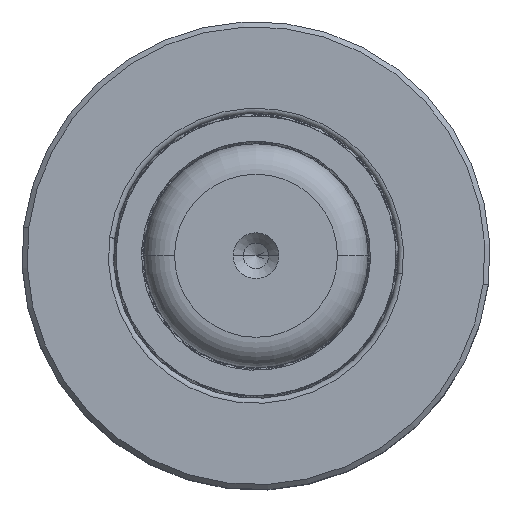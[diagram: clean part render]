
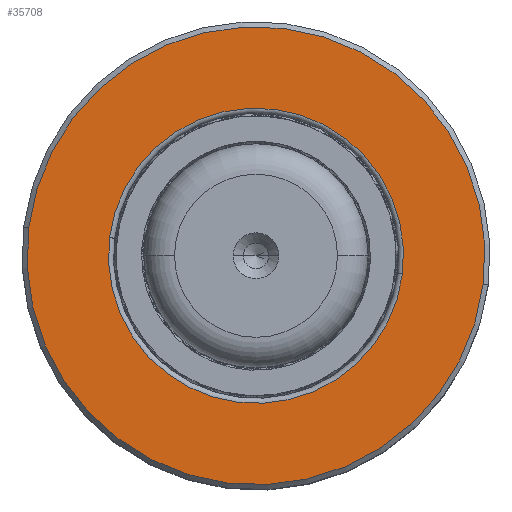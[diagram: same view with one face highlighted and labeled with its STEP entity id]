
A CAD part, top view. The second image highlights one B-rep face of the part: STEP entity #35708.
In plain terms, the highlighted face is planar.
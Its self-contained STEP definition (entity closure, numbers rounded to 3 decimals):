
#3603 = EDGE_CURVE ( 'NONE', #3888, #36270, #33051, .T. ) ;
#3606 = CARTESIAN_POINT ( 'NONE',  ( 22.5, 15.687, 0. ) ) ;
#3888 = VERTEX_POINT ( 'NONE', #39353 ) ;
#4288 = CARTESIAN_POINT ( 'NONE',  ( 0., 15.687, 0. ) ) ;
#8014 = VERTEX_POINT ( 'NONE', #43270 ) ;
#8254 = DIRECTION ( 'NONE',  ( 0., -1., 0. ) ) ;
#8512 = VERTEX_POINT ( 'NONE', #29302 ) ;
#9440 = EDGE_LOOP ( 'NONE', ( #44646, #28273 ) ) ;
#10432 = AXIS2_PLACEMENT_3D ( 'NONE', #20233, #30808, #20090 ) ;
#10789 = CIRCLE ( 'NONE', #25532, 22.5 ) ;
#11913 = CARTESIAN_POINT ( 'NONE',  ( 0., 15.687, 0. ) ) ;
#13272 = EDGE_CURVE ( 'NONE', #8014, #8512, #33871, .T. ) ;
#15537 = FACE_OUTER_BOUND ( 'NONE', #38168, .T. ) ;
#16772 = EDGE_CURVE ( 'NONE', #36270, #3888, #10789, .T. ) ;
#20090 = DIRECTION ( 'NONE',  ( 0., 0., -1. ) ) ;
#20233 = CARTESIAN_POINT ( 'NONE',  ( 0., 15.687, 0. ) ) ;
#21361 = CARTESIAN_POINT ( 'NONE',  ( 0., 15.687, 0. ) ) ;
#21841 = DIRECTION ( 'NONE',  ( 0., 0., -1. ) ) ;
#22455 = DIRECTION ( 'NONE',  ( 0., 0., -1. ) ) ;
#24683 = DIRECTION ( 'NONE',  ( 0., 1., 0. ) ) ;
#25532 = AXIS2_PLACEMENT_3D ( 'NONE', #11913, #8254, #22455 ) ;
#25802 = EDGE_CURVE ( 'NONE', #8512, #8014, #41463, .T. ) ;
#27622 = PLANE ( 'NONE',  #40138 ) ;
#27834 = ORIENTED_EDGE ( 'NONE', *, *, #16772, .F. ) ;
#28227 = DIRECTION ( 'NONE',  ( 0., 0., 1. ) ) ;
#28273 = ORIENTED_EDGE ( 'NONE', *, *, #25802, .T. ) ;
#28654 = FACE_BOUND ( 'NONE', #9440, .T. ) ;
#29302 = CARTESIAN_POINT ( 'NONE',  ( 0., 15.687, 14.5 ) ) ;
#30808 = DIRECTION ( 'NONE',  ( 0., -1., 0. ) ) ;
#31382 = CARTESIAN_POINT ( 'NONE',  ( 0., 15.687, -22.5 ) ) ;
#33051 = CIRCLE ( 'NONE', #10432, 22.5 ) ;
#33871 = CIRCLE ( 'NONE', #36940, 14.5 ) ;
#35708 = ADVANCED_FACE ( 'NONE', ( #28654, #15537 ), #27622, .T. ) ;
#36270 = VERTEX_POINT ( 'NONE', #31382 ) ;
#36940 = AXIS2_PLACEMENT_3D ( 'NONE', #21361, #38831, #38689 ) ;
#38168 = EDGE_LOOP ( 'NONE', ( #27834, #41054 ) ) ;
#38689 = DIRECTION ( 'NONE',  ( 0., 0., -1. ) ) ;
#38831 = DIRECTION ( 'NONE',  ( 0., -1., 0. ) ) ;
#39353 = CARTESIAN_POINT ( 'NONE',  ( 0., 15.687, 22.5 ) ) ;
#40138 = AXIS2_PLACEMENT_3D ( 'NONE', #3606, #24683, #28227 ) ;
#40617 = AXIS2_PLACEMENT_3D ( 'NONE', #4288, #42834, #21841 ) ;
#41054 = ORIENTED_EDGE ( 'NONE', *, *, #3603, .F. ) ;
#41463 = CIRCLE ( 'NONE', #40617, 14.5 ) ;
#42834 = DIRECTION ( 'NONE',  ( 0., -1., 0. ) ) ;
#43270 = CARTESIAN_POINT ( 'NONE',  ( 0., 15.687, -14.5 ) ) ;
#44646 = ORIENTED_EDGE ( 'NONE', *, *, #13272, .T. ) ;
